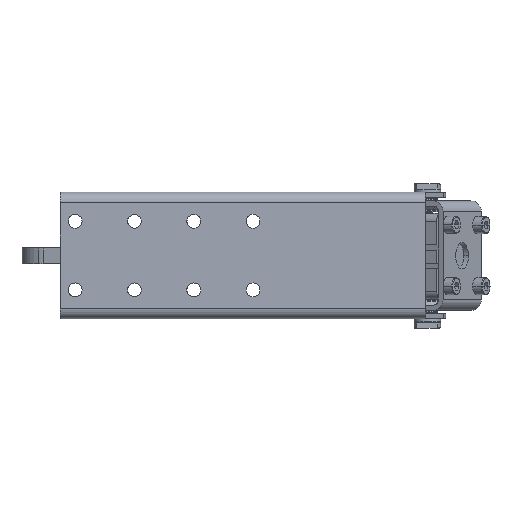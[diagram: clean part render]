
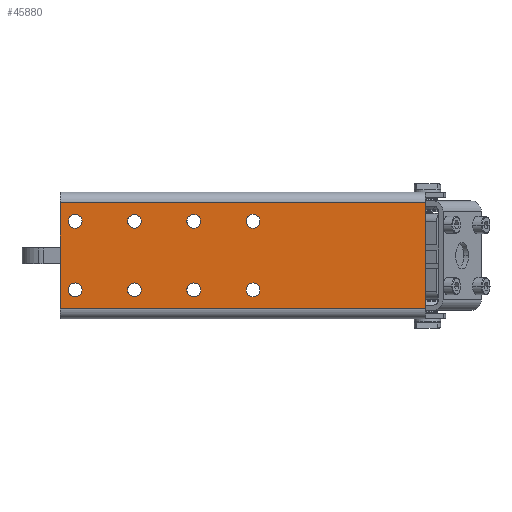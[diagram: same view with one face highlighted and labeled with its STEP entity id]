
A CAD part, top view. The second image highlights one B-rep face of the part: STEP entity #45880.
In plain terms, the highlighted planar face has unit normal (-0.019, 0, 1).
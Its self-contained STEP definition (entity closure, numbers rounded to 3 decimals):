
#5209=CARTESIAN_POINT('',(98.523,188.429,161.387));
#5210=VERTEX_POINT('',#5209);
#5219=CARTESIAN_POINT('',(98.523,177.929,161.387));
#5220=VERTEX_POINT('',#5219);
#5221=CARTESIAN_POINT('',(98.523,183.179,161.387));
#5222=DIRECTION('',(0.019,0.,-1.));
#5223=DIRECTION('',(0.,1.0,0.));
#5224=AXIS2_PLACEMENT_3D('',#5221,#5222,#5223);
#5225=CIRCLE('',#5224,5.25);
#5226=EDGE_CURVE('',#5220,#5210,#5225,.T.);
#5281=CARTESIAN_POINT('',(98.523,240.429,161.387));
#5282=VERTEX_POINT('',#5281);
#5291=CARTESIAN_POINT('',(98.523,229.929,161.387));
#5292=VERTEX_POINT('',#5291);
#5293=CARTESIAN_POINT('',(98.523,235.179,161.387));
#5294=DIRECTION('',(0.019,0.,-1.));
#5295=DIRECTION('',(0.,1.0,0.));
#5296=AXIS2_PLACEMENT_3D('',#5293,#5294,#5295);
#5297=CIRCLE('',#5296,5.25);
#5298=EDGE_CURVE('',#5292,#5282,#5297,.T.);
#5353=CARTESIAN_POINT('',(143.515,188.429,162.246));
#5354=VERTEX_POINT('',#5353);
#5363=CARTESIAN_POINT('',(143.515,177.929,162.246));
#5364=VERTEX_POINT('',#5363);
#5365=CARTESIAN_POINT('',(143.515,183.179,162.246));
#5366=DIRECTION('',(0.019,0.,-1.));
#5367=DIRECTION('',(0.,1.0,0.));
#5368=AXIS2_PLACEMENT_3D('',#5365,#5366,#5367);
#5369=CIRCLE('',#5368,5.25);
#5370=EDGE_CURVE('',#5364,#5354,#5369,.T.);
#5425=CARTESIAN_POINT('',(143.515,240.429,162.246));
#5426=VERTEX_POINT('',#5425);
#5435=CARTESIAN_POINT('',(143.515,229.929,162.246));
#5436=VERTEX_POINT('',#5435);
#5437=CARTESIAN_POINT('',(143.515,235.179,162.246));
#5438=DIRECTION('',(0.019,0.,-1.));
#5439=DIRECTION('',(0.,1.0,0.));
#5440=AXIS2_PLACEMENT_3D('',#5437,#5438,#5439);
#5441=CIRCLE('',#5440,5.25);
#5442=EDGE_CURVE('',#5436,#5426,#5441,.T.);
#5497=CARTESIAN_POINT('',(188.507,188.429,163.104));
#5498=VERTEX_POINT('',#5497);
#5507=CARTESIAN_POINT('',(188.507,177.929,163.104));
#5508=VERTEX_POINT('',#5507);
#5509=CARTESIAN_POINT('',(188.507,183.179,163.104));
#5510=DIRECTION('',(0.019,0.,-1.));
#5511=DIRECTION('',(0.,1.0,0.));
#5512=AXIS2_PLACEMENT_3D('',#5509,#5510,#5511);
#5513=CIRCLE('',#5512,5.25);
#5514=EDGE_CURVE('',#5508,#5498,#5513,.T.);
#5560=CARTESIAN_POINT('',(188.507,240.429,163.104));
#5561=VERTEX_POINT('',#5560);
#5570=CARTESIAN_POINT('',(188.507,229.929,163.104));
#5571=VERTEX_POINT('',#5570);
#5572=CARTESIAN_POINT('',(188.507,235.179,163.104));
#5573=DIRECTION('',(0.019,0.,-1.));
#5574=DIRECTION('',(0.,1.0,0.));
#5575=AXIS2_PLACEMENT_3D('',#5572,#5573,#5574);
#5576=CIRCLE('',#5575,5.25);
#5577=EDGE_CURVE('',#5571,#5561,#5576,.T.);
#5623=CARTESIAN_POINT('',(233.499,188.429,163.963));
#5624=VERTEX_POINT('',#5623);
#5633=CARTESIAN_POINT('',(233.499,177.929,163.963));
#5634=VERTEX_POINT('',#5633);
#5635=CARTESIAN_POINT('',(233.499,183.179,163.963));
#5636=DIRECTION('',(0.019,0.,-1.));
#5637=DIRECTION('',(0.,1.0,0.));
#5638=AXIS2_PLACEMENT_3D('',#5635,#5636,#5637);
#5639=CIRCLE('',#5638,5.25);
#5640=EDGE_CURVE('',#5634,#5624,#5639,.T.);
#5686=CARTESIAN_POINT('',(233.499,240.429,163.963));
#5687=VERTEX_POINT('',#5686);
#5696=CARTESIAN_POINT('',(233.499,229.929,163.963));
#5697=VERTEX_POINT('',#5696);
#5698=CARTESIAN_POINT('',(233.499,235.179,163.963));
#5699=DIRECTION('',(0.019,0.,-1.));
#5700=DIRECTION('',(0.,1.0,0.));
#5701=AXIS2_PLACEMENT_3D('',#5698,#5699,#5700);
#5702=CIRCLE('',#5701,5.25);
#5703=EDGE_CURVE('',#5697,#5687,#5702,.T.);
#45169=CARTESIAN_POINT('',(364.225,249.179,166.457));
#45170=VERTEX_POINT('',#45169);
#45178=CARTESIAN_POINT('',(364.225,169.179,166.457));
#45179=VERTEX_POINT('',#45178);
#45180=CARTESIAN_POINT('',(364.225,169.179,166.457));
#45181=DIRECTION('',(0.,1.0,0.));
#45182=VECTOR('',#45181,80.);
#45183=LINE('',#45180,#45182);
#45184=EDGE_CURVE('',#45179,#45170,#45183,.T.);
#45236=CARTESIAN_POINT('',(87.025,249.179,161.168));
#45237=VERTEX_POINT('',#45236);
#45245=CARTESIAN_POINT('',(364.225,249.179,166.457));
#45246=DIRECTION('',(-1.,0.,-0.019));
#45247=VECTOR('',#45246,277.251);
#45248=LINE('',#45245,#45247);
#45249=EDGE_CURVE('',#45170,#45237,#45248,.T.);
#45538=CARTESIAN_POINT('',(233.499,235.179,163.963));
#45539=DIRECTION('',(0.019,0.,-1.));
#45540=DIRECTION('',(0.,1.0,0.));
#45541=AXIS2_PLACEMENT_3D('',#45538,#45539,#45540);
#45542=CIRCLE('',#45541,5.25);
#45543=EDGE_CURVE('',#5687,#5697,#45542,.T.);
#45577=CARTESIAN_POINT('',(233.499,183.179,163.963));
#45578=DIRECTION('',(0.019,0.,-1.));
#45579=DIRECTION('',(0.,1.0,0.));
#45580=AXIS2_PLACEMENT_3D('',#45577,#45578,#45579);
#45581=CIRCLE('',#45580,5.25);
#45582=EDGE_CURVE('',#5624,#5634,#45581,.T.);
#45616=CARTESIAN_POINT('',(188.507,235.179,163.104));
#45617=DIRECTION('',(0.019,0.,-1.));
#45618=DIRECTION('',(0.,1.0,0.));
#45619=AXIS2_PLACEMENT_3D('',#45616,#45617,#45618);
#45620=CIRCLE('',#45619,5.25);
#45621=EDGE_CURVE('',#5561,#5571,#45620,.T.);
#45655=CARTESIAN_POINT('',(188.507,183.179,163.104));
#45656=DIRECTION('',(0.019,0.,-1.));
#45657=DIRECTION('',(0.,1.0,0.));
#45658=AXIS2_PLACEMENT_3D('',#45655,#45656,#45657);
#45659=CIRCLE('',#45658,5.25);
#45660=EDGE_CURVE('',#5498,#5508,#45659,.T.);
#45695=CARTESIAN_POINT('',(143.515,235.179,162.246));
#45696=DIRECTION('',(0.019,0.,-1.));
#45697=DIRECTION('',(0.,1.0,0.));
#45698=AXIS2_PLACEMENT_3D('',#45695,#45696,#45697);
#45699=CIRCLE('',#45698,5.25);
#45700=EDGE_CURVE('',#5426,#5436,#45699,.T.);
#45735=CARTESIAN_POINT('',(143.515,183.179,162.246));
#45736=DIRECTION('',(0.019,0.,-1.));
#45737=DIRECTION('',(0.,1.0,0.));
#45738=AXIS2_PLACEMENT_3D('',#45735,#45736,#45737);
#45739=CIRCLE('',#45738,5.25);
#45740=EDGE_CURVE('',#5354,#5364,#45739,.T.);
#45775=CARTESIAN_POINT('',(98.523,235.179,161.387));
#45776=DIRECTION('',(0.019,0.,-1.));
#45777=DIRECTION('',(0.,1.0,0.));
#45778=AXIS2_PLACEMENT_3D('',#45775,#45776,#45777);
#45779=CIRCLE('',#45778,5.25);
#45780=EDGE_CURVE('',#5282,#5292,#45779,.T.);
#45815=CARTESIAN_POINT('',(98.523,183.179,161.387));
#45816=DIRECTION('',(0.019,0.,-1.));
#45817=DIRECTION('',(0.,1.0,0.));
#45818=AXIS2_PLACEMENT_3D('',#45815,#45816,#45817);
#45819=CIRCLE('',#45818,5.25);
#45820=EDGE_CURVE('',#5210,#5220,#45819,.T.);
#45825=CARTESIAN_POINT('',(235.998,209.179,164.01));
#45826=DIRECTION('',(0.019,0.,-1.));
#45827=DIRECTION('',(0.,1.0,0.));
#45828=AXIS2_PLACEMENT_3D('',#45825,#45826,#45827);
#45829=PLANE('',#45828);
#45830=ORIENTED_EDGE('',*,*,#45184,.T.);
#45831=ORIENTED_EDGE('',*,*,#45249,.T.);
#45832=CARTESIAN_POINT('',(87.025,169.179,161.168));
#45833=VERTEX_POINT('',#45832);
#45834=CARTESIAN_POINT('',(87.025,169.179,161.168));
#45835=DIRECTION('',(0.,1.0,0.));
#45836=VECTOR('',#45835,80.);
#45837=LINE('',#45834,#45836);
#45838=EDGE_CURVE('',#45833,#45237,#45837,.T.);
#45839=ORIENTED_EDGE('',*,*,#45838,.F.);
#45840=CARTESIAN_POINT('',(87.025,169.179,161.168));
#45841=DIRECTION('',(1.,0.,0.019));
#45842=VECTOR('',#45841,277.251);
#45843=LINE('',#45840,#45842);
#45844=EDGE_CURVE('',#45833,#45179,#45843,.T.);
#45845=ORIENTED_EDGE('',*,*,#45844,.T.);
#45846=EDGE_LOOP('',(#45830,#45831,#45839,#45845));
#45847=FACE_OUTER_BOUND('',#45846,.T.);
#45848=ORIENTED_EDGE('',*,*,#5703,.T.);
#45849=ORIENTED_EDGE('',*,*,#45543,.T.);
#45850=EDGE_LOOP('',(#45848,#45849));
#45851=FACE_BOUND('',#45850,.T.);
#45852=ORIENTED_EDGE('',*,*,#5640,.T.);
#45853=ORIENTED_EDGE('',*,*,#45582,.T.);
#45854=EDGE_LOOP('',(#45852,#45853));
#45855=FACE_BOUND('',#45854,.T.);
#45856=ORIENTED_EDGE('',*,*,#5577,.T.);
#45857=ORIENTED_EDGE('',*,*,#45621,.T.);
#45858=EDGE_LOOP('',(#45856,#45857));
#45859=FACE_BOUND('',#45858,.T.);
#45860=ORIENTED_EDGE('',*,*,#5514,.T.);
#45861=ORIENTED_EDGE('',*,*,#45660,.T.);
#45862=EDGE_LOOP('',(#45860,#45861));
#45863=FACE_BOUND('',#45862,.T.);
#45864=ORIENTED_EDGE('',*,*,#5442,.T.);
#45865=ORIENTED_EDGE('',*,*,#45700,.T.);
#45866=EDGE_LOOP('',(#45864,#45865));
#45867=FACE_BOUND('',#45866,.T.);
#45868=ORIENTED_EDGE('',*,*,#5370,.T.);
#45869=ORIENTED_EDGE('',*,*,#45740,.T.);
#45870=EDGE_LOOP('',(#45868,#45869));
#45871=FACE_BOUND('',#45870,.T.);
#45872=ORIENTED_EDGE('',*,*,#5298,.T.);
#45873=ORIENTED_EDGE('',*,*,#45780,.T.);
#45874=EDGE_LOOP('',(#45872,#45873));
#45875=FACE_BOUND('',#45874,.T.);
#45876=ORIENTED_EDGE('',*,*,#5226,.T.);
#45877=ORIENTED_EDGE('',*,*,#45820,.T.);
#45878=EDGE_LOOP('',(#45876,#45877));
#45879=FACE_BOUND('',#45878,.T.);
#45880=ADVANCED_FACE('',(#45847,#45851,#45855,#45859,#45863,#45867,#45871,#45875,#45879),#45829,.F.);
